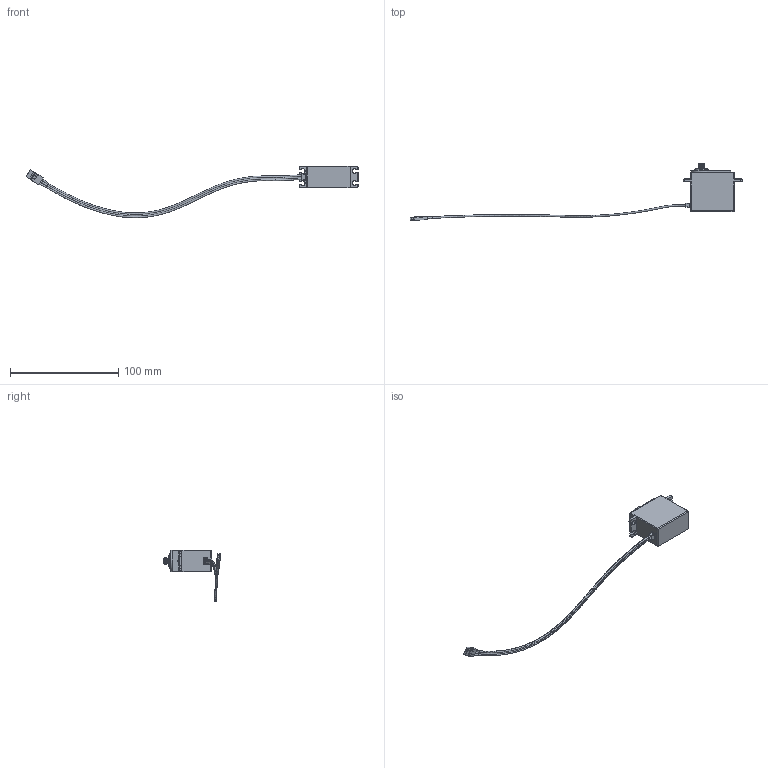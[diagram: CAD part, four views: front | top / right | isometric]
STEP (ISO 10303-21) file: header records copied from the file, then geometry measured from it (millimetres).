
FILE_DESCRIPTION(/* description */ (''),/* implementation_level */ '2;1');
FILE_NAME(/* name */ '996R.step',/* time_stamp */ '2021-01-02T00:07:16+06:00',/* author */ (''),/* organization */ (''),/* preprocessor_version */ 'ST-DEVELOPER v18.1',/* originating_system */ 'Autodesk Translation Framework v9.7.1.1290',/* authorisation */ '');
FILE_SCHEMA (('AUTOMOTIVE_DESIGN { 1 0 10303 214 3 1 1 }'));
Length unit declared in the file: millimetre
Products named in the file (5): Untitled; Golden part; Wires; Connector; Metal bits
Assembly tree (4 placements, depth 3):
  Untitled
    Golden part
    Wires
    Connector
      Metal bits
Bounding box: 306.99 x 52.37 x 47.59 mm (x, y, z)
Volume: 32971.9 mm3; surface area: 11303.1 mm2
Topology: 7 solids, 7 shells, 712 faces, 1819 edges, 1085 vertices
Faces by surface type: plane 288, cylinder 261, bspline 97, torus 47, sphere 15, cone 4
Full cylindrical faces by diameter (mm): 3.171 x1, 5.33 x1, 10.71 x1, 13.1 x1
Entity records: 23860 total; most frequent: CARTESIAN_POINT 7234, ORIENTED_EDGE 3554, DIRECTION 3435, EDGE_CURVE 1777, AXIS2_PLACEMENT_3D 1301, VERTEX_POINT 1085, LINE 833, VECTOR 833
